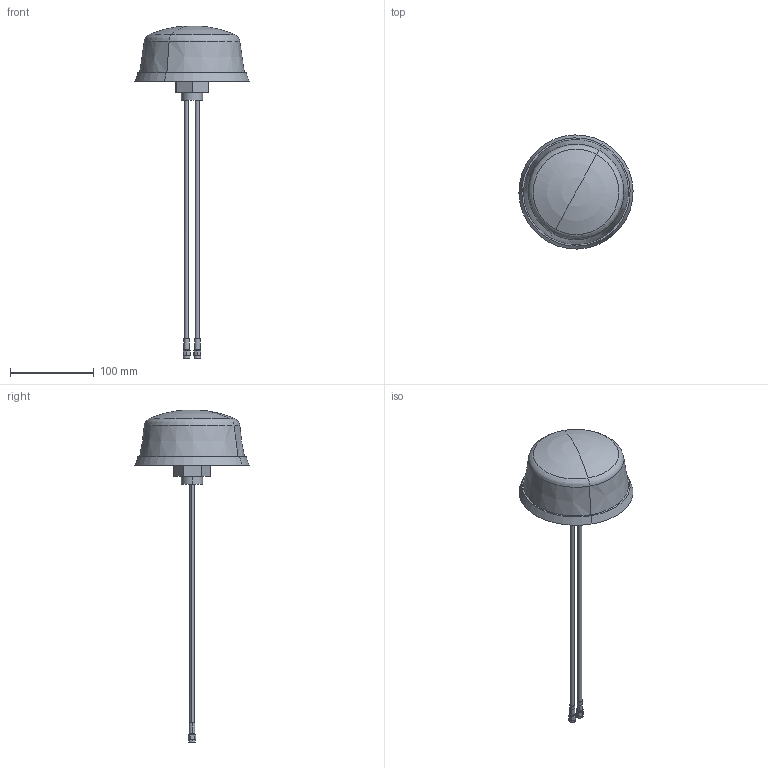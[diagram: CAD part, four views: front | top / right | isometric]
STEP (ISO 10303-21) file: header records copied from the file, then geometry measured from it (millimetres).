
FILE_DESCRIPTION(('CATIA V5 STEP Exchange','CAx-IF Rec.Pracs.--- Model Styling and Organization---1.4--- 2014-01-23'),'2;1');
FILE_NAME ('D1488186_0_2788070000_S3D_IE_ANT_WL_DB_MIMO_DO_RPSMAM.stp','2021-06-01T12:51:00+00:00',('none'),('Weidmueller'),'CATIA Version 5-6 Release 2016 SP3 HF44','CATIA V5 STEP AP214','none');
FILE_SCHEMA(('AUTOMOTIVE_DESIGN { 1 0 10303 214 1 1 1 1 }'));
Length unit declared in the file: millimetre
Products named in the file (1): S3D_IE_ANT_WL_DB_MIMO_DO_RPSMAM
Bounding box: 136.44 x 136.44 x 396.84 mm (x, y, z)
Volume: 716766.5 mm3; surface area: 86963.1 mm2
Topology: 7 solids, 7 shells, 117 faces, 272 edges, 187 vertices
Faces by surface type: plane 57, cylinder 48, cone 8, torus 4
Entity records: 3541 total; most frequent: CARTESIAN_POINT 799, ORIENTED_EDGE 540, DIRECTION 450, EDGE_CURVE 270, AXIS2_PLACEMENT_3D 212, VERTEX_POINT 187, VECTOR 142, LINE 142
